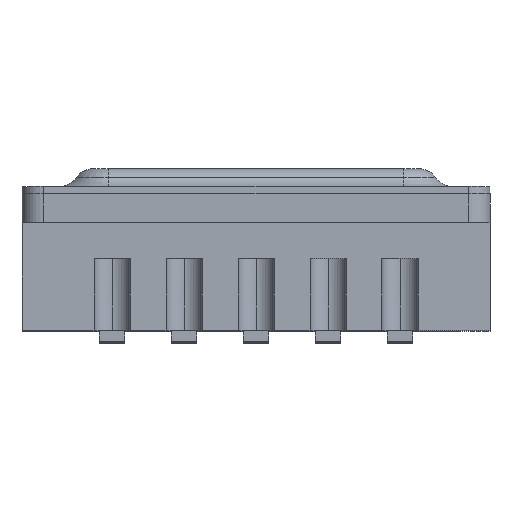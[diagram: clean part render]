
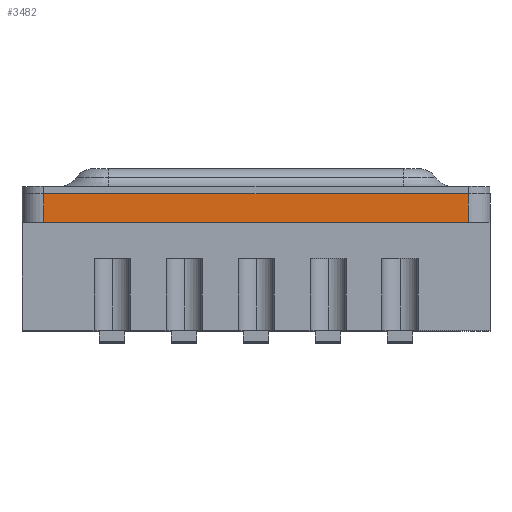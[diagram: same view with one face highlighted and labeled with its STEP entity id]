
A CAD part, top view. The second image highlights one B-rep face of the part: STEP entity #3482.
In plain terms, the highlighted planar face has unit normal (0, 0, 1).
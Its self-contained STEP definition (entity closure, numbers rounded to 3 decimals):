
#1070 = VECTOR ( 'NONE', #9964, 1000. ) ;
#1200 = CARTESIAN_POINT ( 'NONE',  ( 2.95, -1.2, 3.25 ) ) ;
#1456 = ORIENTED_EDGE ( 'NONE', *, *, #12897, .T. ) ;
#1610 = ORIENTED_EDGE ( 'NONE', *, *, #13565, .F. ) ;
#1642 = PLANE ( 'NONE',  #8782 ) ;
#1691 = VERTEX_POINT ( 'NONE', #6799 ) ;
#2339 = LINE ( 'NONE', #1200, #6760 ) ;
#2552 = VERTEX_POINT ( 'NONE', #4982 ) ;
#2702 = DIRECTION ( 'NONE',  ( 0., 0., 1. ) ) ;
#3337 = VECTOR ( 'NONE', #10582, 1000. ) ;
#3366 = LINE ( 'NONE', #5805, #1070 ) ;
#3482 = ADVANCED_FACE ( 'NONE', ( #4991 ), #1642, .T. ) ;
#3581 = EDGE_LOOP ( 'NONE', ( #7531, #1610, #1456, #11245 ) ) ;
#3612 = EDGE_CURVE ( 'NONE', #1691, #4664, #2339, .T. ) ;
#3746 = CARTESIAN_POINT ( 'NONE',  ( -3.25, 0., 3.25 ) ) ;
#4194 = CARTESIAN_POINT ( 'NONE',  ( -3.25, 0., 3.25 ) ) ;
#4617 = VECTOR ( 'NONE', #8490, 1000. ) ;
#4664 = VERTEX_POINT ( 'NONE', #9216 ) ;
#4677 = CARTESIAN_POINT ( 'NONE',  ( -2.95, 0.4, 3.25 ) ) ;
#4737 = LINE ( 'NONE', #12709, #3337 ) ;
#4763 = EDGE_CURVE ( 'NONE', #2552, #4664, #5229, .T. ) ;
#4982 = CARTESIAN_POINT ( 'NONE',  ( -2.95, 0., 3.25 ) ) ;
#4991 = FACE_OUTER_BOUND ( 'NONE', #3581, .T. ) ;
#5229 = LINE ( 'NONE', #4194, #4617 ) ;
#5805 = CARTESIAN_POINT ( 'NONE',  ( -2.95, 0., 3.25 ) ) ;
#6760 = VECTOR ( 'NONE', #9978, 1000. ) ;
#6799 = CARTESIAN_POINT ( 'NONE',  ( 2.95, 0.4, 3.25 ) ) ;
#7531 = ORIENTED_EDGE ( 'NONE', *, *, #3612, .F. ) ;
#8490 = DIRECTION ( 'NONE',  ( 1., 0., 0. ) ) ;
#8782 = AXIS2_PLACEMENT_3D ( 'NONE', #3746, #2702, #12396 ) ;
#9216 = CARTESIAN_POINT ( 'NONE',  ( 2.95, 0., 3.25 ) ) ;
#9964 = DIRECTION ( 'NONE',  ( 0., -1., 0. ) ) ;
#9978 = DIRECTION ( 'NONE',  ( 0., -1., 0. ) ) ;
#10582 = DIRECTION ( 'NONE',  ( 1., 0., 0. ) ) ;
#11245 = ORIENTED_EDGE ( 'NONE', *, *, #4763, .T. ) ;
#11809 = VERTEX_POINT ( 'NONE', #4677 ) ;
#12396 = DIRECTION ( 'NONE',  ( 1., 0., 0. ) ) ;
#12709 = CARTESIAN_POINT ( 'NONE',  ( 0., 0.4, 3.25 ) ) ;
#12897 = EDGE_CURVE ( 'NONE', #11809, #2552, #3366, .T. ) ;
#13565 = EDGE_CURVE ( 'NONE', #11809, #1691, #4737, .T. ) ;
